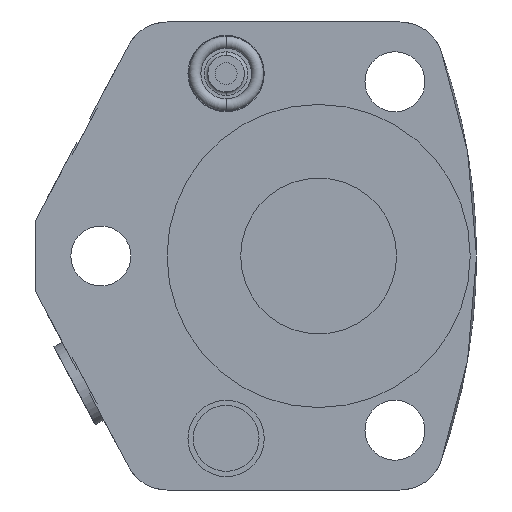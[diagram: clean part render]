
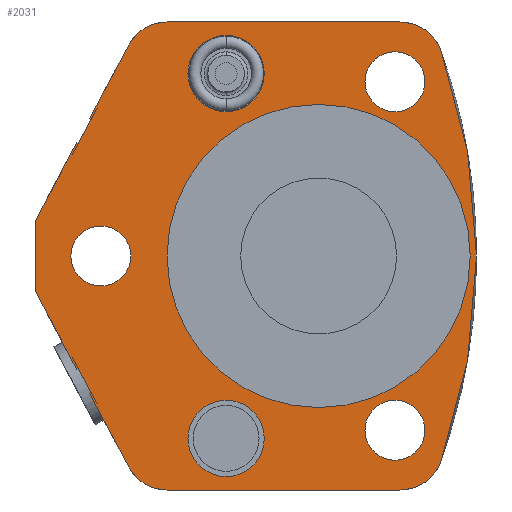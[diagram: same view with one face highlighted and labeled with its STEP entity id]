
A CAD part, front view. The second image highlights one B-rep face of the part: STEP entity #2031.
In plain terms, the highlighted planar face has unit normal (0, -1, 0).
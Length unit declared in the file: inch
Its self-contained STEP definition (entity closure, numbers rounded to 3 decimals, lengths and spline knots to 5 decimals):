
#405=CARTESIAN_POINT('',(0.,0.,0.));
#406=DIRECTION('',(0.,-1.,0.));
#407=DIRECTION('',(1.,0.,0.));
#408=AXIS2_PLACEMENT_3D('',#405,#406,#407);
#410=CARTESIAN_POINT('',(0.,0.,0.));
#411=DIRECTION('',(0.,1.,0.));
#412=DIRECTION('',(1.,0.,0.));
#413=AXIS2_PLACEMENT_3D('',#410,#411,#412);
#415=CARTESIAN_POINT('',(0.438,0.,1.));
#416=DIRECTION('',(0.,-1.,0.));
#417=DIRECTION('',(1.,0.,0.));
#418=AXIS2_PLACEMENT_3D('',#415,#416,#417);
#420=CARTESIAN_POINT('',(0.438,0.,1.));
#421=DIRECTION('',(0.,-1.,0.));
#422=DIRECTION('',(-1.,0.,0.));
#423=AXIS2_PLACEMENT_3D('',#420,#421,#422);
#425=CARTESIAN_POINT('',(0.438,0.,-1.));
#426=DIRECTION('',(0.,-1.,0.));
#427=DIRECTION('',(1.,0.,0.));
#428=AXIS2_PLACEMENT_3D('',#425,#426,#427);
#430=CARTESIAN_POINT('',(0.438,0.,-1.));
#431=DIRECTION('',(0.,-1.,0.));
#432=DIRECTION('',(-1.,0.,0.));
#433=AXIS2_PLACEMENT_3D('',#430,#431,#432);
#435=CARTESIAN_POINT('',(-1.25,0.,0.));
#436=DIRECTION('',(0.,-1.,0.));
#437=DIRECTION('',(1.,0.,0.));
#438=AXIS2_PLACEMENT_3D('',#435,#436,#437);
#440=CARTESIAN_POINT('',(-1.25,0.,0.));
#441=DIRECTION('',(0.,-1.,0.));
#442=DIRECTION('',(-1.,0.,0.));
#443=AXIS2_PLACEMENT_3D('',#440,#441,#442);
#445=DIRECTION('',(-0.469,0.,-0.883));
#446=VECTOR('',#445,0.1566);
#447=CARTESIAN_POINT('',(-1.3062,0.,0.7832));
#448=LINE('',#447,#446);
#449=DIRECTION('',(0.883,0.,-0.469));
#450=VECTOR('',#449,0.01);
#451=CARTESIAN_POINT('',(-1.31503,0.,0.7879));
#452=LINE('',#451,#450);
#453=DIRECTION('',(0.469,0.,0.883));
#454=VECTOR('',#453,0.47848);
#455=CARTESIAN_POINT('',(-1.31503,0.,0.7879));
#456=LINE('',#455,#454);
#457=DIRECTION('',(1.,0.,0.));
#458=VECTOR('',#457,1.33636);
#459=CARTESIAN_POINT('',(-0.86966,0.,1.343));
#460=LINE('',#459,#458);
#461=CARTESIAN_POINT('',(-2.594,0.,0.));
#462=DIRECTION('',(0.,-1.,0.));
#463=DIRECTION('',(0.942,0.,-0.336));
#464=AXIS2_PLACEMENT_3D('',#461,#462,#463);
#466=DIRECTION('',(-1.,0.,0.));
#467=VECTOR('',#466,1.33636);
#468=CARTESIAN_POINT('',(0.46669,0.,-1.343));
#469=LINE('',#468,#467);
#470=DIRECTION('',(0.469,0.,-0.883));
#471=VECTOR('',#470,0.47848);
#472=CARTESIAN_POINT('',(-1.31503,0.,-0.7879));
#473=LINE('',#472,#471);
#474=DIRECTION('',(0.883,0.,0.469));
#475=VECTOR('',#474,0.01);
#476=CARTESIAN_POINT('',(-1.31503,0.,-0.7879));
#477=LINE('',#476,#475);
#478=DIRECTION('',(0.469,0.,-0.883));
#479=VECTOR('',#478,0.1566);
#480=CARTESIAN_POINT('',(-1.37972,0.,-0.64493));
#481=LINE('',#480,#479);
#482=DIRECTION('',(0.883,0.,0.469));
#483=VECTOR('',#482,0.01);
#484=CARTESIAN_POINT('',(-1.38855,0.,-0.64962));
#485=LINE('',#484,#483);
#486=DIRECTION('',(0.469,0.,-0.883));
#487=VECTOR('',#486,0.50364);
#488=CARTESIAN_POINT('',(-1.625,0.,-0.20493));
#489=LINE('',#488,#487);
#490=DIRECTION('',(0.,0.,-1.));
#491=VECTOR('',#490,0.40987);
#492=CARTESIAN_POINT('',(-1.625,0.,0.20493));
#493=LINE('',#492,#491);
#494=DIRECTION('',(0.469,0.,0.883));
#495=VECTOR('',#494,0.50364);
#496=CARTESIAN_POINT('',(-1.625,0.,0.20493));
#497=LINE('',#496,#495);
#498=DIRECTION('',(0.883,0.,-0.469));
#499=VECTOR('',#498,0.01);
#500=CARTESIAN_POINT('',(-1.38855,0.,0.64962));
#501=LINE('',#500,#499);
#502=CARTESIAN_POINT('',(-0.531,0.,-1.047));
#503=DIRECTION('',(0.,1.,0.));
#504=DIRECTION('',(-1.,0.,0.));
#505=AXIS2_PLACEMENT_3D('',#502,#503,#504);
#507=CARTESIAN_POINT('',(-0.531,0.,-1.047));
#508=DIRECTION('',(0.,1.,0.));
#509=DIRECTION('',(1.,0.,0.));
#510=AXIS2_PLACEMENT_3D('',#507,#508,#509);
#512=CARTESIAN_POINT('',(-0.531,0.,1.047));
#513=DIRECTION('',(0.,1.,0.));
#514=DIRECTION('',(-1.,0.,0.));
#515=AXIS2_PLACEMENT_3D('',#512,#513,#514);
#517=CARTESIAN_POINT('',(-0.531,0.,1.047));
#518=DIRECTION('',(0.,1.,0.));
#519=DIRECTION('',(1.,0.,0.));
#520=AXIS2_PLACEMENT_3D('',#517,#518,#519);
#849=CARTESIAN_POINT('',(-0.86966,0.,-1.093));
#850=DIRECTION('',(0.,-1.,0.));
#851=DIRECTION('',(-0.883,0.,-0.469));
#852=AXIS2_PLACEMENT_3D('',#849,#850,#851);
#874=CARTESIAN_POINT('',(0.46669,0.,-1.093));
#875=DIRECTION('',(0.,-1.,0.));
#876=DIRECTION('',(0.,0.,-1.));
#877=AXIS2_PLACEMENT_3D('',#874,#875,#876);
#887=CARTESIAN_POINT('',(0.46669,0.,1.093));
#888=DIRECTION('',(0.,-1.,0.));
#889=DIRECTION('',(0.942,0.,0.336));
#890=AXIS2_PLACEMENT_3D('',#887,#888,#889);
#912=CARTESIAN_POINT('',(-0.86966,0.,1.093));
#913=DIRECTION('',(0.,-1.,0.));
#914=DIRECTION('',(0.,0.,1.));
#915=AXIS2_PLACEMENT_3D('',#912,#913,#914);
#1327=CARTESIAN_POINT('',(0.87,0.,0.));
#1329=VERTEX_POINT('',#1327);
#1331=CARTESIAN_POINT('',(-0.87,0.,0.));
#1333=VERTEX_POINT('',#1331);
#1334=CARTESIAN_POINT('',(-1.625,0.,0.20493));
#1335=CARTESIAN_POINT('',(-1.625,0.,-0.20493));
#1336=VERTEX_POINT('',#1334);
#1337=VERTEX_POINT('',#1335);
#1338=CARTESIAN_POINT('',(0.61,0.,1.));
#1339=CARTESIAN_POINT('',(0.266,0.,1.));
#1340=VERTEX_POINT('',#1338);
#1341=VERTEX_POINT('',#1339);
#1372=CARTESIAN_POINT('',(-1.37972,0.,-0.64493));
#1373=CARTESIAN_POINT('',(-1.3062,0.,-0.7832));
#1374=VERTEX_POINT('',#1372);
#1375=VERTEX_POINT('',#1373);
#1376=CARTESIAN_POINT('',(-1.38855,0.,-0.64962));
#1377=VERTEX_POINT('',#1376);
#1378=CARTESIAN_POINT('',(-1.31503,0.,-0.7879));
#1379=VERTEX_POINT('',#1378);
#1385=CARTESIAN_POINT('',(-1.3062,0.,0.7832));
#1386=CARTESIAN_POINT('',(-1.37972,0.,0.64493));
#1387=VERTEX_POINT('',#1385);
#1388=VERTEX_POINT('',#1386);
#1389=CARTESIAN_POINT('',(-1.31503,0.,0.7879));
#1390=VERTEX_POINT('',#1389);
#1391=CARTESIAN_POINT('',(-1.38855,0.,0.64962));
#1392=VERTEX_POINT('',#1391);
#1418=CARTESIAN_POINT('',(-0.75,0.,-1.047));
#1419=CARTESIAN_POINT('',(-0.312,0.,-1.047));
#1420=VERTEX_POINT('',#1418);
#1421=VERTEX_POINT('',#1419);
#1426=CARTESIAN_POINT('',(-0.75,0.,1.047));
#1427=CARTESIAN_POINT('',(-0.312,0.,1.047));
#1428=VERTEX_POINT('',#1426);
#1429=VERTEX_POINT('',#1427);
#1472=CARTESIAN_POINT('',(0.46669,0.,-1.343));
#1473=CARTESIAN_POINT('',(0.70213,0.,-1.17708));
#1474=VERTEX_POINT('',#1472);
#1475=VERTEX_POINT('',#1473);
#1476=CARTESIAN_POINT('',(0.70213,0.,1.17708));
#1477=CARTESIAN_POINT('',(0.46669,0.,1.343));
#1478=VERTEX_POINT('',#1476);
#1479=VERTEX_POINT('',#1477);
#1480=CARTESIAN_POINT('',(-0.86966,0.,1.343));
#1481=CARTESIAN_POINT('',(-1.0904,0.,1.21037));
#1482=VERTEX_POINT('',#1480);
#1483=VERTEX_POINT('',#1481);
#1484=CARTESIAN_POINT('',(-1.0904,0.,-1.21037));
#1485=CARTESIAN_POINT('',(-0.86966,0.,-1.343));
#1486=VERTEX_POINT('',#1484);
#1487=VERTEX_POINT('',#1485);
#1488=CARTESIAN_POINT('',(0.61,0.,-1.));
#1489=CARTESIAN_POINT('',(0.266,0.,-1.));
#1490=VERTEX_POINT('',#1488);
#1491=VERTEX_POINT('',#1489);
#1492=CARTESIAN_POINT('',(-1.078,0.,0.));
#1493=CARTESIAN_POINT('',(-1.422,0.,0.));
#1494=VERTEX_POINT('',#1492);
#1495=VERTEX_POINT('',#1493);
#1954=CARTESIAN_POINT('',(0.,0.,0.));
#1955=DIRECTION('',(0.,-1.,0.));
#1956=DIRECTION('',(-1.,0.,0.));
#1957=AXIS2_PLACEMENT_3D('',#1954,#1955,#1956);
#1958=PLANE('',#1957);
#1960=ORIENTED_EDGE('',*,*,#1959,.F.);
#1962=ORIENTED_EDGE('',*,*,#1961,.F.);
#1964=ORIENTED_EDGE('',*,*,#1963,.T.);
#1966=ORIENTED_EDGE('',*,*,#1965,.F.);
#1968=ORIENTED_EDGE('',*,*,#1967,.T.);
#1970=ORIENTED_EDGE('',*,*,#1969,.F.);
#1972=ORIENTED_EDGE('',*,*,#1971,.F.);
#1974=ORIENTED_EDGE('',*,*,#1973,.F.);
#1976=ORIENTED_EDGE('',*,*,#1975,.T.);
#1978=ORIENTED_EDGE('',*,*,#1977,.F.);
#1980=ORIENTED_EDGE('',*,*,#1979,.F.);
#1982=ORIENTED_EDGE('',*,*,#1981,.T.);
#1984=ORIENTED_EDGE('',*,*,#1983,.F.);
#1986=ORIENTED_EDGE('',*,*,#1985,.F.);
#1988=ORIENTED_EDGE('',*,*,#1987,.F.);
#1990=ORIENTED_EDGE('',*,*,#1989,.F.);
#1992=ORIENTED_EDGE('',*,*,#1991,.T.);
#1994=ORIENTED_EDGE('',*,*,#1993,.T.);
#1995=EDGE_LOOP('',(#1960,#1962,#1964,#1966,#1968,#1970,#1972,#1974,#1976,#1978,
#1980,#1982,#1984,#1986,#1988,#1990,#1992,#1994));
#1996=FACE_OUTER_BOUND('',#1995,.F.);
#1998=ORIENTED_EDGE('',*,*,#1997,.T.);
#2000=ORIENTED_EDGE('',*,*,#1999,.T.);
#2001=EDGE_LOOP('',(#1998,#2000));
#2002=FACE_BOUND('',#2001,.F.);
#2003=ORIENTED_EDGE('',*,*,#1934,.T.);
#2004=ORIENTED_EDGE('',*,*,#1948,.T.);
#2005=EDGE_LOOP('',(#2003,#2004));
#2006=FACE_BOUND('',#2005,.F.);
#2008=ORIENTED_EDGE('',*,*,#2007,.T.);
#2010=ORIENTED_EDGE('',*,*,#2009,.T.);
#2011=EDGE_LOOP('',(#2008,#2010));
#2012=FACE_BOUND('',#2011,.F.);
#2014=ORIENTED_EDGE('',*,*,#2013,.T.);
#2016=ORIENTED_EDGE('',*,*,#2015,.F.);
#2017=EDGE_LOOP('',(#2014,#2016));
#2018=FACE_BOUND('',#2017,.F.);
#2020=ORIENTED_EDGE('',*,*,#2019,.F.);
#2022=ORIENTED_EDGE('',*,*,#2021,.F.);
#2023=EDGE_LOOP('',(#2020,#2022));
#2024=FACE_BOUND('',#2023,.F.);
#2026=ORIENTED_EDGE('',*,*,#2025,.F.);
#2028=ORIENTED_EDGE('',*,*,#2027,.F.);
#2029=EDGE_LOOP('',(#2026,#2028));
#2030=FACE_BOUND('',#2029,.F.);
#2031=ADVANCED_FACE('',(#1996,#2002,#2006,#2012,#2018,#2024,#2030),#1958,.T.);
#409=CIRCLE('',#408,0.87);
#414=CIRCLE('',#413,0.87);
#419=CIRCLE('',#418,0.172);
#424=CIRCLE('',#423,0.172);
#429=CIRCLE('',#428,0.172);
#434=CIRCLE('',#433,0.172);
#439=CIRCLE('',#438,0.172);
#444=CIRCLE('',#443,0.172);
#465=CIRCLE('',#464,3.5);
#506=CIRCLE('',#505,0.219);
#511=CIRCLE('',#510,0.219);
#516=CIRCLE('',#515,0.219);
#521=CIRCLE('',#520,0.219);
#853=CIRCLE('',#852,0.25);
#878=CIRCLE('',#877,0.25);
#891=CIRCLE('',#890,0.25);
#916=CIRCLE('',#915,0.25);
#1934=EDGE_CURVE('',#1490,#1491,#429,.T.);
#1948=EDGE_CURVE('',#1491,#1490,#434,.T.);
#1959=EDGE_CURVE('',#1387,#1388,#448,.T.);
#1961=EDGE_CURVE('',#1390,#1387,#452,.T.);
#1963=EDGE_CURVE('',#1390,#1483,#456,.T.);
#1965=EDGE_CURVE('',#1482,#1483,#916,.T.);
#1967=EDGE_CURVE('',#1482,#1479,#460,.T.);
#1969=EDGE_CURVE('',#1478,#1479,#891,.T.);
#1971=EDGE_CURVE('',#1475,#1478,#465,.T.);
#1973=EDGE_CURVE('',#1474,#1475,#878,.T.);
#1975=EDGE_CURVE('',#1474,#1487,#469,.T.);
#1977=EDGE_CURVE('',#1486,#1487,#853,.T.);
#1979=EDGE_CURVE('',#1379,#1486,#473,.T.);
#1981=EDGE_CURVE('',#1379,#1375,#477,.T.);
#1983=EDGE_CURVE('',#1374,#1375,#481,.T.);
#1985=EDGE_CURVE('',#1377,#1374,#485,.T.);
#1987=EDGE_CURVE('',#1337,#1377,#489,.T.);
#1989=EDGE_CURVE('',#1336,#1337,#493,.T.);
#1991=EDGE_CURVE('',#1336,#1392,#497,.T.);
#1993=EDGE_CURVE('',#1392,#1388,#501,.T.);
#1997=EDGE_CURVE('',#1340,#1341,#419,.T.);
#1999=EDGE_CURVE('',#1341,#1340,#424,.T.);
#2007=EDGE_CURVE('',#1494,#1495,#439,.T.);
#2009=EDGE_CURVE('',#1495,#1494,#444,.T.);
#2013=EDGE_CURVE('',#1329,#1333,#409,.T.);
#2015=EDGE_CURVE('',#1329,#1333,#414,.T.);
#2019=EDGE_CURVE('',#1420,#1421,#506,.T.);
#2021=EDGE_CURVE('',#1421,#1420,#511,.T.);
#2025=EDGE_CURVE('',#1428,#1429,#516,.T.);
#2027=EDGE_CURVE('',#1429,#1428,#521,.T.);
